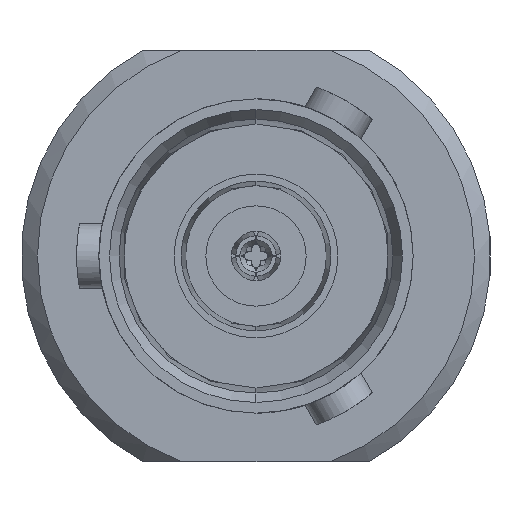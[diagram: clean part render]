
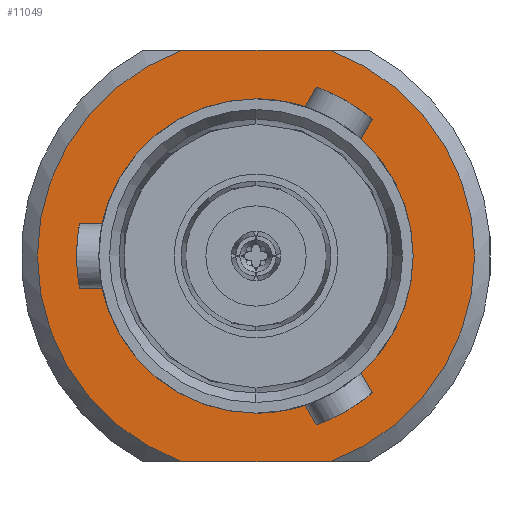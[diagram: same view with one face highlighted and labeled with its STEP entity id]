
A CAD part, left-side view. The second image highlights one B-rep face of the part: STEP entity #11049.
In plain terms, the highlighted face is planar.
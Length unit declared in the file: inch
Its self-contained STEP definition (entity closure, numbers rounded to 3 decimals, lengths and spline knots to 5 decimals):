
#350 = CIRCLE ( 'NONE', #12041, 0.191 ) ;
#880 = AXIS2_PLACEMENT_3D ( 'NONE', #3908, #16450, #11459 ) ;
#1543 = FACE_OUTER_BOUND ( 'NONE', #7686, .T. ) ;
#1678 = CIRCLE ( 'NONE', #880, 0.26575 ) ;
#1771 = ORIENTED_EDGE ( 'NONE', *, *, #3668, .F. ) ;
#1824 = DIRECTION ( 'NONE',  ( 0., 1., 0. ) ) ;
#3207 = ORIENTED_EDGE ( 'NONE', *, *, #6733, .T. ) ;
#3513 = CIRCLE ( 'NONE', #16251, 0.191 ) ;
#3644 = CARTESIAN_POINT ( 'NONE',  ( -0.45276, 0.09012, -0.25 ) ) ;
#3668 = EDGE_CURVE ( 'NONE', #13083, #10502, #3513, .T. ) ;
#3805 = EDGE_CURVE ( 'NONE', #5670, #15820, #9344, .T. ) ;
#3908 = CARTESIAN_POINT ( 'NONE',  ( -0.45276, 0., 0. ) ) ;
#4074 = CARTESIAN_POINT ( 'NONE',  ( -0.45276, 0., 0. ) ) ;
#4213 = CARTESIAN_POINT ( 'NONE',  ( -0.45276, 0., -0.191 ) ) ;
#4306 = DIRECTION ( 'NONE',  ( 1., 0., 0. ) ) ;
#4618 = CARTESIAN_POINT ( 'NONE',  ( -0.45276, 0., 0.191 ) ) ;
#5019 = DIRECTION ( 'NONE',  ( -1., 0., 0. ) ) ;
#5269 = CARTESIAN_POINT ( 'NONE',  ( -0.45276, 0., 0. ) ) ;
#5366 = VECTOR ( 'NONE', #13073, 39.37008 ) ;
#5510 = DIRECTION ( 'NONE',  ( 0., 0., -1. ) ) ;
#5544 = CARTESIAN_POINT ( 'NONE',  ( -0.45276, 0., 0. ) ) ;
#5670 = VERTEX_POINT ( 'NONE', #7837 ) ;
#5968 = CARTESIAN_POINT ( 'NONE',  ( -0.45276, 0.26575, -0.25 ) ) ;
#6171 = EDGE_CURVE ( 'NONE', #9143, #5670, #1678, .T. ) ;
#6733 = EDGE_CURVE ( 'NONE', #15820, #9462, #8060, .T. ) ;
#6794 = EDGE_CURVE ( 'NONE', #10502, #13083, #350, .T. ) ;
#7686 = EDGE_LOOP ( 'NONE', ( #3207, #8742, #10839, #12750 ) ) ;
#7837 = CARTESIAN_POINT ( 'NONE',  ( -0.45276, 0.09012, 0.25 ) ) ;
#8060 = CIRCLE ( 'NONE', #16019, 0.26575 ) ;
#8321 = EDGE_CURVE ( 'NONE', #9462, #9143, #12288, .T. ) ;
#8742 = ORIENTED_EDGE ( 'NONE', *, *, #8321, .T. ) ;
#9143 = VERTEX_POINT ( 'NONE', #3644 ) ;
#9265 = DIRECTION ( 'NONE',  ( 1., 0., 0. ) ) ;
#9344 = LINE ( 'NONE', #11743, #5366 ) ;
#9381 = DIRECTION ( 'NONE',  ( 0., 0., -1. ) ) ;
#9414 = CARTESIAN_POINT ( 'NONE',  ( -0.45276, -0.09012, 0.25 ) ) ;
#9462 = VERTEX_POINT ( 'NONE', #12944 ) ;
#10502 = VERTEX_POINT ( 'NONE', #4618 ) ;
#10839 = ORIENTED_EDGE ( 'NONE', *, *, #6171, .T. ) ;
#11049 = ADVANCED_FACE ( 'NONE', ( #12592, #1543 ), #16416, .F. ) ;
#11054 = AXIS2_PLACEMENT_3D ( 'NONE', #11427, #5019, #12846 ) ;
#11427 = CARTESIAN_POINT ( 'NONE',  ( -0.45276, 0.26575, 0. ) ) ;
#11459 = DIRECTION ( 'NONE',  ( 0., 0., -1. ) ) ;
#11743 = CARTESIAN_POINT ( 'NONE',  ( -0.45276, 0.26575, 0.25 ) ) ;
#12041 = AXIS2_PLACEMENT_3D ( 'NONE', #5544, #4306, #9381 ) ;
#12288 = LINE ( 'NONE', #5968, #13455 ) ;
#12592 = FACE_BOUND ( 'NONE', #13478, .T. ) ;
#12750 = ORIENTED_EDGE ( 'NONE', *, *, #3805, .T. ) ;
#12846 = DIRECTION ( 'NONE',  ( 0., 0., 1. ) ) ;
#12944 = CARTESIAN_POINT ( 'NONE',  ( -0.45276, -0.09012, -0.25 ) ) ;
#13073 = DIRECTION ( 'NONE',  ( 0., -1., 0. ) ) ;
#13083 = VERTEX_POINT ( 'NONE', #4213 ) ;
#13455 = VECTOR ( 'NONE', #1824, 39.37008 ) ;
#13478 = EDGE_LOOP ( 'NONE', ( #1771, #16320 ) ) ;
#15611 = DIRECTION ( 'NONE',  ( 1., 0., 0. ) ) ;
#15774 = DIRECTION ( 'NONE',  ( 0., 0., -1. ) ) ;
#15820 = VERTEX_POINT ( 'NONE', #9414 ) ;
#16019 = AXIS2_PLACEMENT_3D ( 'NONE', #4074, #15611, #15774 ) ;
#16251 = AXIS2_PLACEMENT_3D ( 'NONE', #5269, #9265, #5510 ) ;
#16320 = ORIENTED_EDGE ( 'NONE', *, *, #6794, .F. ) ;
#16416 = PLANE ( 'NONE',  #11054 ) ;
#16450 = DIRECTION ( 'NONE',  ( 1., 0., 0. ) ) ;
